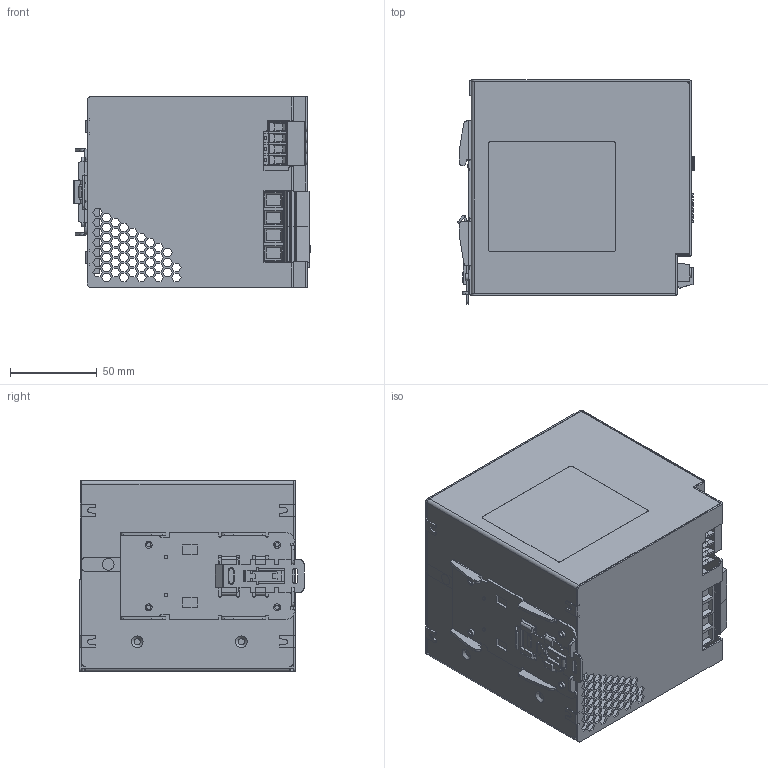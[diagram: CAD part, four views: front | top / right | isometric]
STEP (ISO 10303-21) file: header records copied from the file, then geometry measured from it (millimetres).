
FILE_DESCRIPTION (( 'STEP AP214' ), '1' );
FILE_NAME ('PSN24-960-3.STEP', '2020-09-01T18:36:51', ( '' ), ( '' ), 'SwSTEP 2.0', 'SolidWorks 2019', '' );
FILE_SCHEMA (( 'AUTOMOTIVE_DESIGN' ));
Length unit declared in the file: inch
Products named in the file (1): PSN24-960-3
Bounding box: 137.15 x 129.1 x 110.05 mm (x, y, z)
Volume: 214568.7 mm3; surface area: 249372 mm2
Topology: 23 solids, 23 shells, 2618 faces, 7260 edges, 4765 vertices
Faces by surface type: plane 2011, cylinder 515, cone 50, sphere 16, torus 14, bspline 12
Full cylindrical faces by diameter (mm): 2 x4, 2.5 x4, 3.4 x1, 3.6 x9, 4 x6, 4.7 x4, 4.9 x4, 5.75 x4, 7.35 x4
Entity records: 115870 total; most frequent: CARTESIAN_POINT 15804, ORIENTED_EDGE 14312, DIRECTION 13160, EDGE_CURVE 7156, LINE 5822, VECTOR 5822, VERTEX_POINT 4732, AXIS2_PLACEMENT_3D 3669
